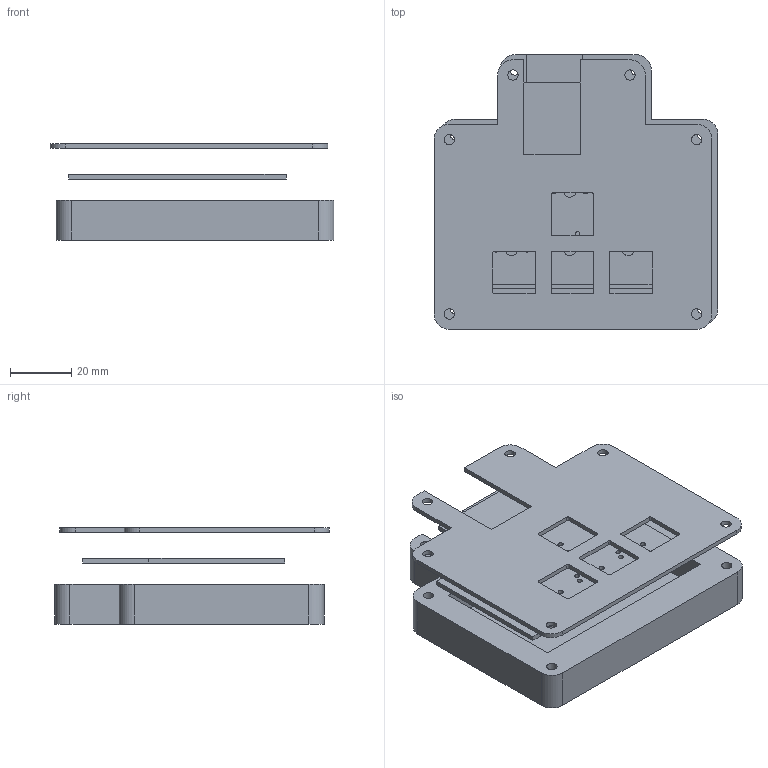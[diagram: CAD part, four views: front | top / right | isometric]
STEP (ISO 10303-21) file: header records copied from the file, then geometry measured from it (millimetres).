
FILE_DESCRIPTION(/* description */ (''),/* implementation_level */ '2;1');
FILE_NAME(/* name */ 'Case Pt 1.step',/* time_stamp */ '2025-07-08T23:47:59-06:00',/* author */ (''),/* organization */ (''),/* preprocessor_version */ 'ST-DEVELOPER v20.1',/* originating_system */ 'Autodesk Translation Framework v14.10.0.0',/* authorisation */ '');
FILE_SCHEMA (('AUTOMOTIVE_DESIGN { 1 0 10303 214 3 1 1 }'));
Length unit declared in the file: millimetre
Products named in the file (5): 2025-07-06-22-40-11-602; 2025-07-06-22-44-00-422; 2025-07-08-23-36-19-717; 2025-07-08-23-37-10-393; 2025-07-06-22-40-11-602_1
Assembly tree (4 placements, depth 2):
  2025-07-06-22-40-11-602
    2025-07-06-22-44-00-422
    2025-07-08-23-36-19-717
    2025-07-08-23-37-10-393
    2025-07-06-22-40-11-602_1
Bounding box: 92.81 x 89.78 x 31.5 mm (x, y, z)
Volume: 115428.3 mm3; surface area: 65240.4 mm2
Topology: 4 solids, 4 shells, 385 faces, 1044 edges, 696 vertices
Faces by surface type: plane 154, bspline 129, cylinder 102
Full cylindrical faces by diameter (mm): 0.889 x14, 1.5 x8, 1.7 x8, 3.4 x20, 4 x4, 6 x14
Entity records: 13740 total; most frequent: CARTESIAN_POINT 4327, ORIENTED_EDGE 2088, DIRECTION 1520, EDGE_CURVE 1044, VERTEX_POINT 696, LINE 582, VECTOR 582, EDGE_LOOP 530
